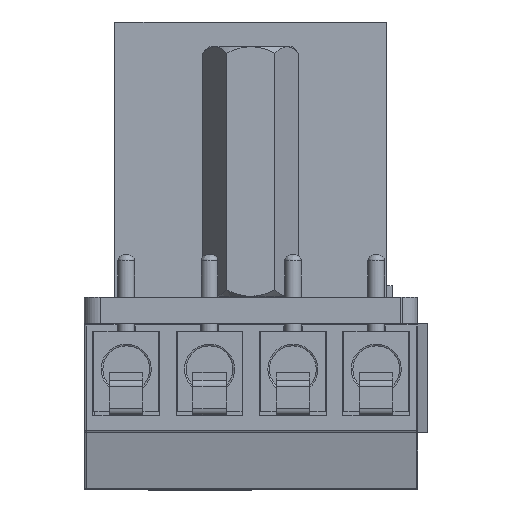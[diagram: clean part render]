
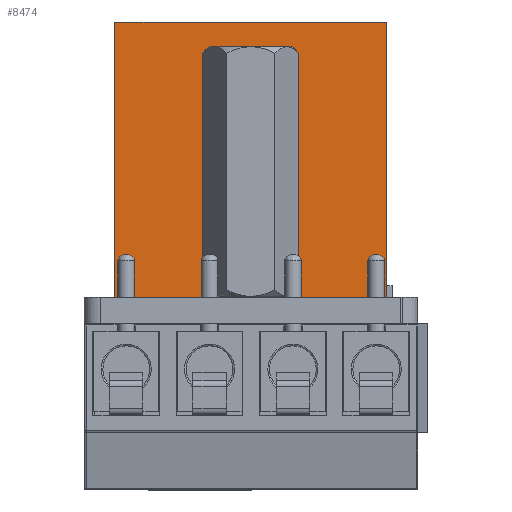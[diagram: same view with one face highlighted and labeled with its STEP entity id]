
A CAD part, front view. The second image highlights one B-rep face of the part: STEP entity #8474.
In plain terms, the highlighted planar face has unit normal (0, -1, 0).
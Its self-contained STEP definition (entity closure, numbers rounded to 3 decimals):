
#683=PLANE('',#9382);
#1138=FACE_OUTER_BOUND('',#1723,.T.);
#1723=EDGE_LOOP('',(#7629,#7630,#7631,#7632));
#2412=LINE('',#17438,#3118);
#2415=LINE('',#17444,#3121);
#2418=LINE('',#17450,#3124);
#2419=LINE('',#17451,#3125);
#3118=VECTOR('',#11688,10.);
#3121=VECTOR('',#11693,10.);
#3124=VECTOR('',#11698,10.);
#3125=VECTOR('',#11699,10.);
#4246=VERTEX_POINT('',#17435);
#4247=VERTEX_POINT('',#17437);
#4249=VERTEX_POINT('',#17443);
#4251=VERTEX_POINT('',#17449);
#5378=EDGE_CURVE('',#4246,#4247,#2412,.T.);
#5381=EDGE_CURVE('',#4246,#4249,#2415,.T.);
#5384=EDGE_CURVE('',#4249,#4251,#2418,.T.);
#5385=EDGE_CURVE('',#4251,#4247,#2419,.T.);
#7629=ORIENTED_EDGE('',*,*,#5381,.T.);
#7630=ORIENTED_EDGE('',*,*,#5384,.T.);
#7631=ORIENTED_EDGE('',*,*,#5385,.T.);
#7632=ORIENTED_EDGE('',*,*,#5378,.F.);
#8474=ADVANCED_FACE('',(#1138),#683,.T.);
#9382=AXIS2_PLACEMENT_3D('',#17448,#11696,#11697);
#11688=DIRECTION('',(0.,0.,1.));
#11693=DIRECTION('',(1.,0.,0.));
#11696=DIRECTION('center_axis',(0.,-1.,0.));
#11697=DIRECTION('ref_axis',(0.,0.,
-1.));
#11698=DIRECTION('',(0.,0.,1.));
#11699=DIRECTION('',(-1.,0.,0.));
#17435=CARTESIAN_POINT('',(1.85,15.35,1.57));
#17437=CARTESIAN_POINT('',(1.85,15.35,18.07));
#17438=CARTESIAN_POINT('',(1.85,15.35,-2.73));
#17443=CARTESIAN_POINT('',(18.15,15.35,1.57));
#17444=CARTESIAN_POINT('',(19.6,15.35,1.57));
#17448=CARTESIAN_POINT('Origin',(19.6,15.35,20.27));
#17449=CARTESIAN_POINT('',(18.15,15.35,18.07));
#17450=CARTESIAN_POINT('',(18.15,15.35,-2.73));
#17451=CARTESIAN_POINT('',(18.15,15.35,18.07));
